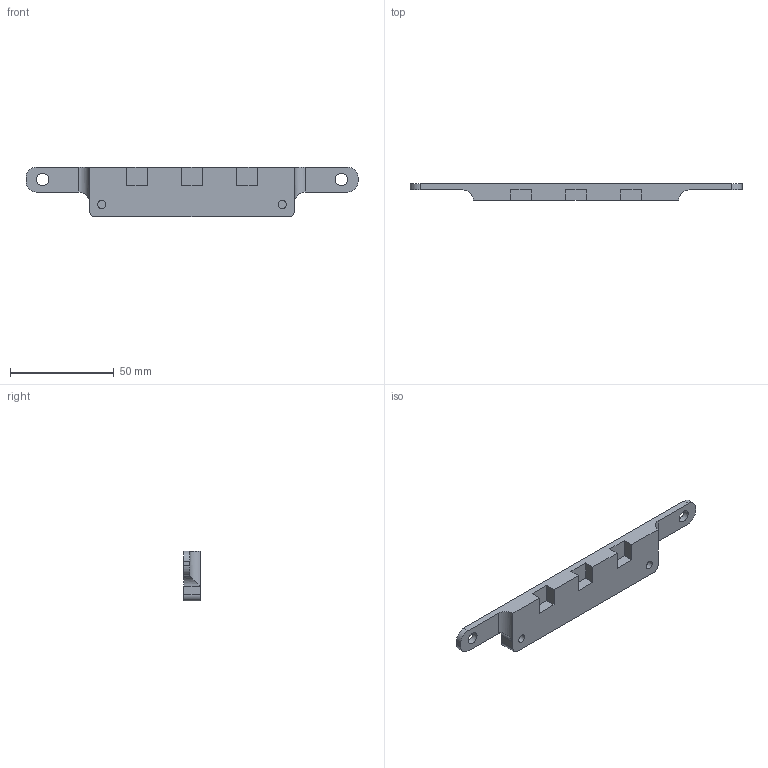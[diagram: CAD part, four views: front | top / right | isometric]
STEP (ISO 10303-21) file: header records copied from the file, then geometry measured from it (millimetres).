
FILE_DESCRIPTION(/* description */ (''),/* implementation_level */ '2;1');
FILE_NAME(/* name */ '5fa76eb782561a0e976cebe2',/* time_stamp */ '2020-11-08T04:06:15+00:00',/* author */ (''),/* organization */ (''),/* preprocessor_version */ 'ST-DEVELOPER v16.7',/* originating_system */ $,/* authorisation */ $);
FILE_SCHEMA (('AUTOMOTIVE_DESIGN {1 0 10303 214 3 1 1}'));
Length unit declared in the file: metre
Products named in the file (1): gates_support
Bounding box: 160.1 x 8 x 24 mm (x, y, z)
Volume: 19651.9 mm3; surface area: 8815.8 mm2
Topology: 1 solids, 1 shells, 40 faces, 104 edges, 68 vertices
Faces by surface type: plane 26, cylinder 14
Full cylindrical faces by diameter (mm): 4 x2, 6 x2
Entity records: 1240 total; most frequent: CARTESIAN_POINT 209, DIRECTION 208, ORIENTED_EDGE 200, EDGE_CURVE 100, LINE 74, VECTOR 74, VERTEX_POINT 68, AXIS2_PLACEMENT_3D 67
